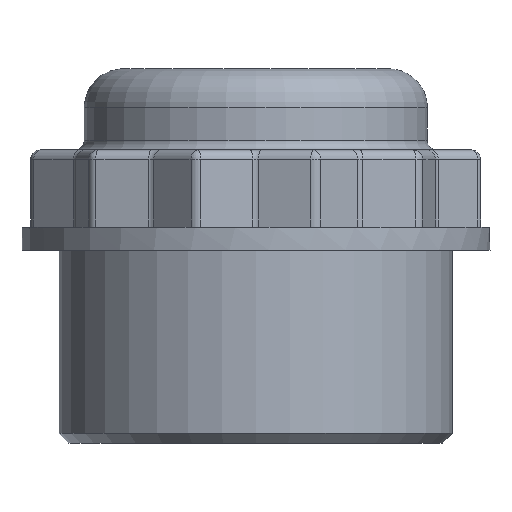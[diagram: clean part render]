
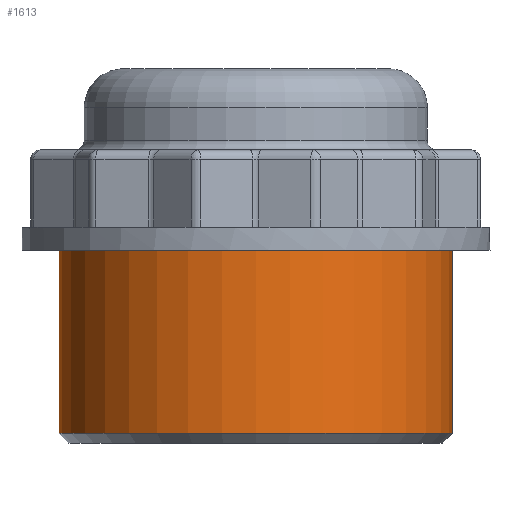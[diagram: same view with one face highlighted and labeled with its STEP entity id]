
A CAD part, front view. The second image highlights one B-rep face of the part: STEP entity #1613.
In plain terms, the highlighted cylindrical face has radius 10.2 mm (diameter 20.4 mm), a full revolution.
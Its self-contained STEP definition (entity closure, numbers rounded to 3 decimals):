
#310=CYLINDRICAL_SURFACE('',#1728,10.2);
#363=FACE_BOUND('',#491,.T.);
#378=FACE_OUTER_BOUND('',#490,.T.);
#490=EDGE_LOOP('',(#1126));
#491=EDGE_LOOP('',(#1127));
#614=CIRCLE('',#1726,10.2);
#616=CIRCLE('',#1729,10.2);
#736=VERTEX_POINT('',#2548);
#738=VERTEX_POINT('',#2553);
#882=EDGE_CURVE('',#736,#736,#614,.T.);
#884=EDGE_CURVE('',#738,#738,#616,.T.);
#1126=ORIENTED_EDGE('',*,*,#884,.F.);
#1127=ORIENTED_EDGE('',*,*,#882,.F.);
#1613=ADVANCED_FACE('',(#378,#363),#310,.T.);
#1726=AXIS2_PLACEMENT_3D('',#2549,#1962,#1963);
#1728=AXIS2_PLACEMENT_3D('',#2552,#1966,#1967);
#1729=AXIS2_PLACEMENT_3D('',#2554,#1968,#1969);
#1962=DIRECTION('center_axis',(0.,0.,-1.));
#1963=DIRECTION('ref_axis',(1.,0.,0.));
#1966=DIRECTION('center_axis',(0.,0.,-1.));
#1967=DIRECTION('ref_axis',(1.,0.,0.));
#1968=DIRECTION('center_axis',(0.,0.,1.));
#1969=DIRECTION('ref_axis',(1.,0.,0.));
#2548=CARTESIAN_POINT('',(-10.2,0.,-9.5));
#2549=CARTESIAN_POINT('Origin',(0.,0.,-9.5));
#2552=CARTESIAN_POINT('Origin',(0.,0.,0.));
#2553=CARTESIAN_POINT('',(-10.2,0.,0.));
#2554=CARTESIAN_POINT('Origin',(0.,0.,0.));
